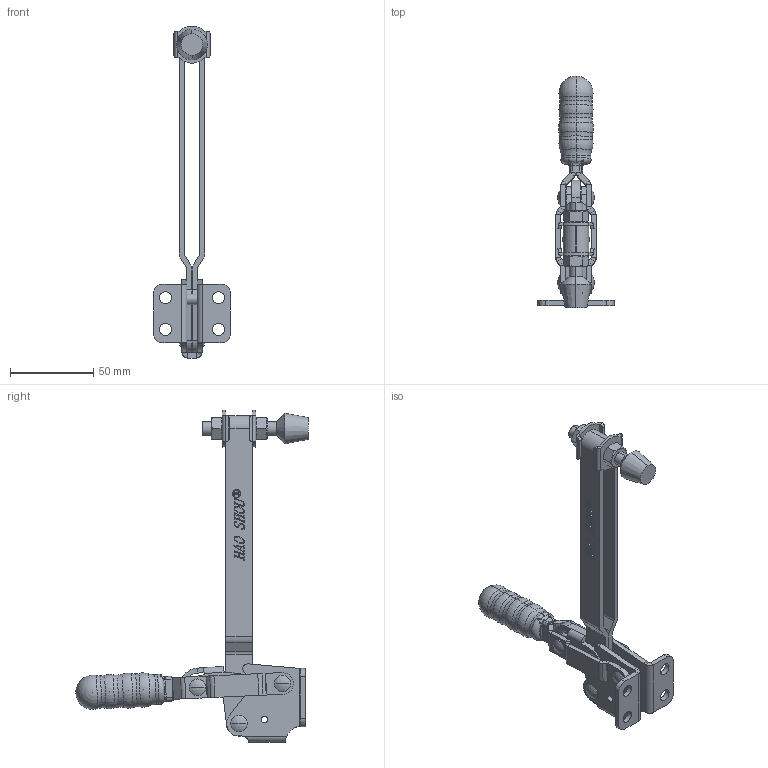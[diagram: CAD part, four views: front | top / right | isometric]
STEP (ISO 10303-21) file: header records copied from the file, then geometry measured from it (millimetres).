
FILE_DESCRIPTION (( 'STEP AP203' ), '1' );
FILE_NAME ('HS-12130-15.STEP', '2019-10-14T11:49:23', ( '微软用户' ), ( '微软中国' ), 'SwSTEP 2.0', 'SolidWorks 2012', '' );
FILE_SCHEMA (( 'CONFIG_CONTROL_DESIGN' ));
Length unit declared in the file: millimetre
Products named in the file (15): HS-12130-15; hex nuts, style 1-grades ab gb_GB_FASTENER_NUT_SNAB1 M8-N; FW-516; 蹟佪; hexagon head bolts-full thread gb_GB_FASTENER_BOLT_STBAB A M8X55-C; 揤輸; 12137-15揤參2; 12130-15揤參1; 2#忒參杶; 傻种; 酗种; 眻忒梟蚾饜极; 忒梟; 蟀裝; 楊擘菁釱
Assembly tree (19 placements, depth 3):
  HS-12130-15
    楊擘菁釱
    蟀裝
    眻忒梟蚾饜极
      忒梟  x2
    酗种  x2
    傻种  x2
    2#忒參杶
    12130-15揤參1
    12137-15揤參2
    蹟佪
      揤輸
      hexagon head bolts-full thread gb_GB_FASTENER_BOLT_STBAB A M8X55-C
    FW-516  x2
    hex nuts, style 1-grades ab gb_GB_FASTENER_NUT_SNAB1 M8-N  x2
Bounding box: 46 x 139.27 x 199.01 mm (x, y, z)
Volume: 64624.7 mm3; surface area: 48919.7 mm2
Topology: 17 solids, 17 shells, 913 faces, 2327 edges, 1473 vertices
Faces by surface type: plane 472, cylinder 201, bspline 168, cone 30, sphere 24, torus 18
Entity records: 34166 total; most frequent: CARTESIAN_POINT 14103, ORIENTED_EDGE 4058, DIRECTION 3337, EDGE_CURVE 2029, VERTEX_POINT 1297, VECTOR 1247, LINE 1247, AXIS2_PLACEMENT_3D 1045
